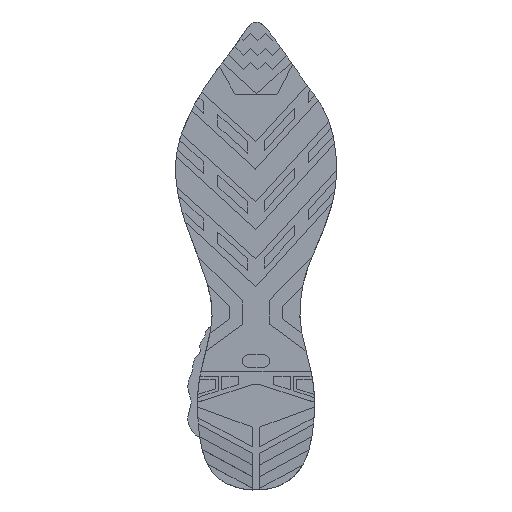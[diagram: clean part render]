
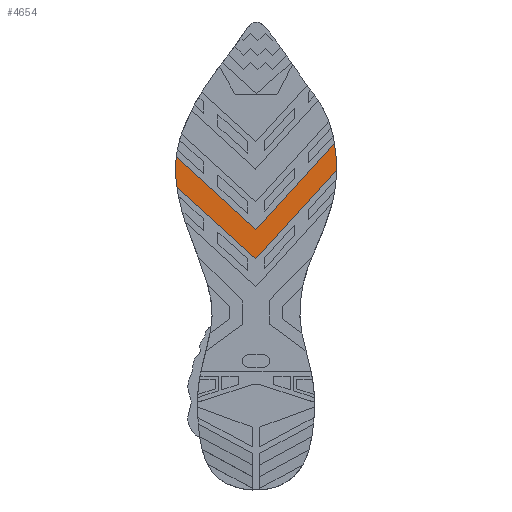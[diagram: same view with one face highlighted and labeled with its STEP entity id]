
A CAD part, top view. The second image highlights one B-rep face of the part: STEP entity #4654.
In plain terms, the highlighted face is planar.
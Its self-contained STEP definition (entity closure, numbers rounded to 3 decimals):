
#38 = VERTEX_POINT ( 'NONE', #1105 ) ;
#99 = CARTESIAN_POINT ( 'NONE',  ( 0., 3., -58.234 ) ) ;
#186 = CARTESIAN_POINT ( 'NONE',  ( 54.589, 3., -107.512 ) ) ;
#299 = VECTOR ( 'NONE', #3248, 1000. ) ;
#407 = VECTOR ( 'NONE', #2922, 1000. ) ;
#706 = ORIENTED_EDGE ( 'NONE', *, *, #4445, .T. ) ;
#853 = CARTESIAN_POINT ( 'NONE',  ( -28.986, 3., -31.879 ) ) ;
#965 = DIRECTION ( 'NONE',  ( 0.74, 0., -0.673 ) ) ;
#1105 = CARTESIAN_POINT ( 'NONE',  ( 0., 3., -38.144 ) ) ;
#1149 = LINE ( 'NONE', #3752, #299 ) ;
#1326 = FACE_OUTER_BOUND ( 'NONE', #2411, .T. ) ;
#1396 = DIRECTION ( 'NONE',  ( 0., 0., -1. ) ) ;
#1665 = CARTESIAN_POINT ( 'NONE',  ( 54.401, 3., -89.592 ) ) ;
#1703 = CARTESIAN_POINT ( 'NONE',  ( 54.551, 3., -107.835 ) ) ;
#1786 = CARTESIAN_POINT ( 'NONE',  ( -55.013, 3., -100.256 ) ) ;
#2048 = CARTESIAN_POINT ( 'NONE',  ( 54.551, 3., -107.835 ) ) ;
#2057 = ORIENTED_EDGE ( 'NONE', *, *, #4964, .T. ) ;
#2255 = CARTESIAN_POINT ( 'NONE',  ( 54.096, 3., -87.331 ) ) ;
#2286 = ORIENTED_EDGE ( 'NONE', *, *, #6450, .T. ) ;
#2336 = EDGE_CURVE ( 'NONE', #2841, #3904, #3455, .T. ) ;
#2356 = CARTESIAN_POINT ( 'NONE',  ( -54.34, 3., -112.681 ) ) ;
#2411 = EDGE_LOOP ( 'NONE', ( #3160, #5717, #2286, #2057, #2631, #706 ) ) ;
#2631 = ORIENTED_EDGE ( 'NONE', *, *, #2336, .F. ) ;
#2781 = CARTESIAN_POINT ( 'NONE',  ( -53.596, 3., -117.179 ) ) ;
#2833 = VERTEX_POINT ( 'NONE', #3539 ) ;
#2841 = VERTEX_POINT ( 'NONE', #2048 ) ;
#2890 = DIRECTION ( 'NONE',  ( -0.74, 0., 0.673 ) ) ;
#2922 = DIRECTION ( 'NONE',  ( 0.673, 0., 0.74 ) ) ;
#2956 = LINE ( 'NONE', #6474, #407 ) ;
#3160 = ORIENTED_EDGE ( 'NONE', *, *, #5969, .F. ) ;
#3248 = DIRECTION ( 'NONE',  ( 0.673, 0., 0.74 ) ) ;
#3455 = LINE ( 'NONE', #853, #5406 ) ;
#3539 = CARTESIAN_POINT ( 'NONE',  ( -53.596, 3., -117.179 ) ) ;
#3576 = VERTEX_POINT ( 'NONE', #5636 ) ;
#3610 = VECTOR ( 'NONE', #965, 1000. ) ;
#3752 = CARTESIAN_POINT ( 'NONE',  ( 28.986, 3., -26.356 ) ) ;
#3904 = VERTEX_POINT ( 'NONE', #99 ) ;
#4242 = AXIS2_PLACEMENT_3D ( 'NONE', #4434, #6484, #1396 ) ;
#4434 = CARTESIAN_POINT ( 'NONE',  ( 0., 3., 0. ) ) ;
#4445 = EDGE_CURVE ( 'NONE', #2841, #6475, #6198, .T. ) ;
#4599 = LINE ( 'NONE', #5608, #3610 ) ;
#4654 = ADVANCED_FACE ( 'NONE', ( #1326 ), #5405, .T. ) ;
#4964 = EDGE_CURVE ( 'NONE', #2833, #3904, #1149, .T. ) ;
#4984 = EDGE_CURVE ( 'NONE', #3576, #38, #2956, .T. ) ;
#5225 = B_SPLINE_CURVE_WITH_KNOTS ( 'NONE', 3,
 ( #5282, #1786, #5389, #2356, #2781 ),
 .UNSPECIFIED., .F., .F.,
 ( 4, 1, 4 ),
 ( 0.838, 0.843, 0.855 ),
 .UNSPECIFIED. ) ;
#5282 = CARTESIAN_POINT ( 'NONE',  ( -54.991, 3., -98.622 ) ) ;
#5338 = CARTESIAN_POINT ( 'NONE',  ( 55.059, 3., -95.959 ) ) ;
#5389 = CARTESIAN_POINT ( 'NONE',  ( -54.95, 3., -106.378 ) ) ;
#5405 = PLANE ( 'NONE',  #4242 ) ;
#5406 = VECTOR ( 'NONE', #2890, 1000. ) ;
#5608 = CARTESIAN_POINT ( 'NONE',  ( -18.986, 3., -20.88 ) ) ;
#5636 = CARTESIAN_POINT ( 'NONE',  ( -54.991, 3., -98.622 ) ) ;
#5717 = ORIENTED_EDGE ( 'NONE', *, *, #4984, .F. ) ;
#5836 = CARTESIAN_POINT ( 'NONE',  ( 55.105, 3., -102.894 ) ) ;
#5874 = CARTESIAN_POINT ( 'NONE',  ( 54.096, 3., -87.331 ) ) ;
#5969 = EDGE_CURVE ( 'NONE', #38, #6475, #4599, .T. ) ;
#6198 = B_SPLINE_CURVE_WITH_KNOTS ( 'NONE', 3,
 ( #1703, #186, #5836, #5338, #1665, #5874 ),
 .UNSPECIFIED., .F., .F.,
 ( 4, 1, 1, 4 ),
 ( 0.151, 0.152, 0.167, 0.175 ),
 .UNSPECIFIED. ) ;
#6450 = EDGE_CURVE ( 'NONE', #3576, #2833, #5225, .T. ) ;
#6474 = CARTESIAN_POINT ( 'NONE',  ( 18.986, 3., -17.263 ) ) ;
#6475 = VERTEX_POINT ( 'NONE', #2255 ) ;
#6484 = DIRECTION ( 'NONE',  ( 0., -1., 0. ) ) ;
